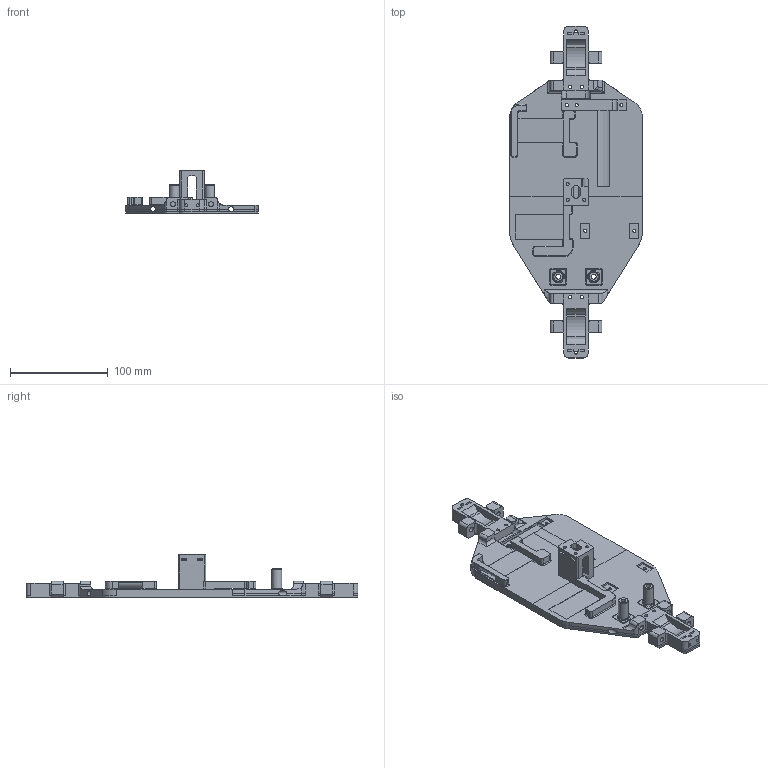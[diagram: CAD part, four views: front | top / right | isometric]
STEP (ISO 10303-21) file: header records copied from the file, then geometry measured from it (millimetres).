
FILE_DESCRIPTION(/* description */ (''),/* implementation_level */ '2;1');
FILE_NAME(/* name */ 'Chassis_long.step',/* time_stamp */ '2023-12-24T11:32:44+01:00',/* author */ (''),/* organization */ (''),/* preprocessor_version */ 'ST-DEVELOPER v20',/* originating_system */ 'Autodesk Translation Framework v12.14.0.127',/* authorisation */ '');
FILE_SCHEMA (('AUTOMOTIVE_DESIGN { 1 0 10303 214 3 1 1 }'));
Length unit declared in the file: millimetre
Products named in the file (1): Chassis (1)
Bounding box: 136 x 340 x 43.45 mm (x, y, z)
Volume: 283571.1 mm3; surface area: 95653.4 mm2
Topology: 1 solids, 1 shells, 495 faces, 1355 edges, 884 vertices
Faces by surface type: plane 293, cylinder 167, cone 30, bspline 5
Full cylindrical faces by diameter (mm): 3.2 x30, 4.9 x2, 5.2 x10, 10.1 x2
Entity records: 15976 total; most frequent: CARTESIAN_POINT 2956, ORIENTED_EDGE 2710, DIRECTION 2696, EDGE_CURVE 1355, LINE 952, VECTOR 952, VERTEX_POINT 884, AXIS2_PLACEMENT_3D 872
